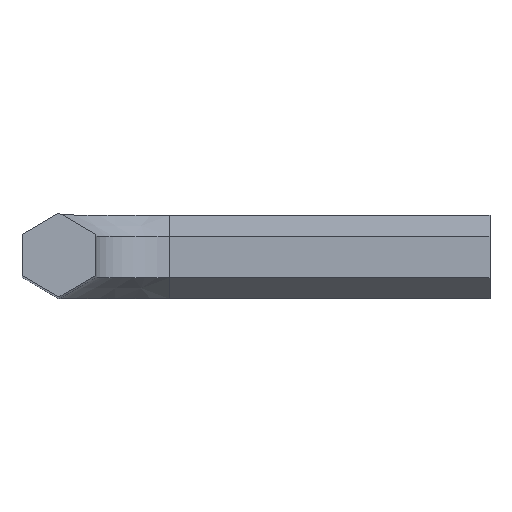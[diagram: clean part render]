
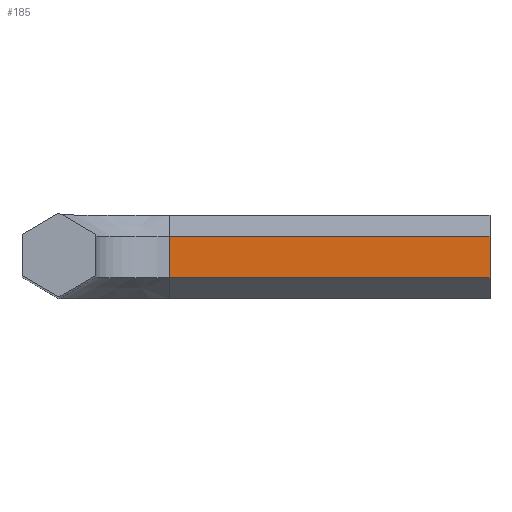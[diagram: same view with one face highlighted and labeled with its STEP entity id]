
A CAD part, top view. The second image highlights one B-rep face of the part: STEP entity #185.
In plain terms, the highlighted planar face has unit normal (0, 0, 1).
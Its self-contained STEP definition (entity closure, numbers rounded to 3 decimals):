
#185=ADVANCED_FACE('',(#219),#199,.T.);
#199=PLANE('',#530);
#219=FACE_OUTER_BOUND('',#239,.T.);
#239=EDGE_LOOP('',(#315,#316,#317,#318));
#315=ORIENTED_EDGE('',*,*,#389,.F.);
#316=ORIENTED_EDGE('',*,*,#390,.T.);
#317=ORIENTED_EDGE('',*,*,#379,.F.);
#318=ORIENTED_EDGE('',*,*,#376,.F.);
#341=VERTEX_POINT('',#682);
#342=VERTEX_POINT('',#686);
#343=VERTEX_POINT('',#692);
#348=VERTEX_POINT('',#710);
#376=EDGE_CURVE('',#341,#342,#413,.T.);
#379=EDGE_CURVE('',#342,#343,#415,.T.);
#389=EDGE_CURVE('',#348,#341,#425,.T.);
#390=EDGE_CURVE('',#348,#343,#426,.T.);
#413=LINE('',#685,#449);
#415=LINE('',#691,#451);
#425=LINE('',#711,#461);
#426=LINE('',#713,#462);
#449=VECTOR('',#592,1.);
#451=VECTOR('',#600,1.);
#461=VECTOR('',#618,1.);
#462=VECTOR('',#621,1.);
#530=AXIS2_PLACEMENT_3D('',#714,#622,#623);
#592=DIRECTION('',(0.,1.,0.));
#600=DIRECTION('',(1.,0.,0.));
#618=DIRECTION('',(-1.,0.,0.));
#621=DIRECTION('',(0.,1.,0.));
#622=DIRECTION('',(0.,0.,1.));
#623=DIRECTION('',(0.,1.,0.));
#682=CARTESIAN_POINT('',(9.,-1.673,-93.));
#685=CARTESIAN_POINT('',(9.,-1.673,-93.));
#686=CARTESIAN_POINT('',(9.,1.673,-93.));
#691=CARTESIAN_POINT('',(9.,1.673,-93.));
#692=CARTESIAN_POINT('',(35.,1.673,-93.));
#710=CARTESIAN_POINT('',(35.,-1.673,-93.));
#711=CARTESIAN_POINT('',(35.,-1.673,-93.));
#713=CARTESIAN_POINT('',(35.,-1.673,-93.));
#714=CARTESIAN_POINT('',(22.,0.,-93.));
